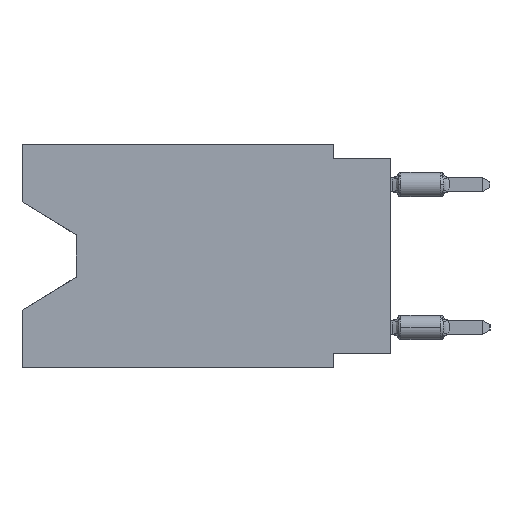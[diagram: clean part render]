
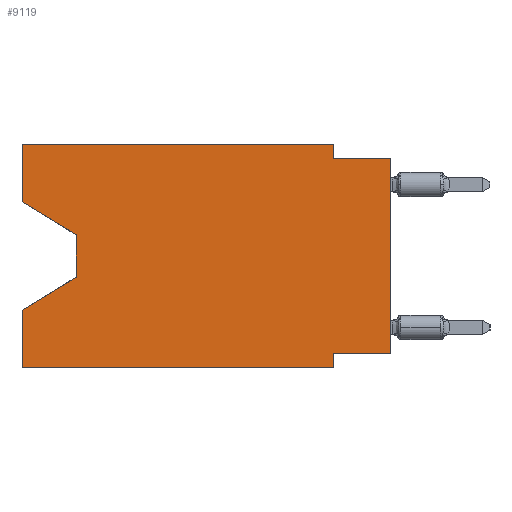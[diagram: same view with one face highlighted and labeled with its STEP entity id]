
A CAD part, left-side view. The second image highlights one B-rep face of the part: STEP entity #9119.
In plain terms, the highlighted planar face has unit normal (-1, 0, 0).
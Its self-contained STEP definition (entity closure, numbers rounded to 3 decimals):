
#16 = VECTOR ( 'NONE', #14170, 1000. ) ;
#300 = EDGE_CURVE ( 'NONE', #3954, #8075, #19164, .T. ) ;
#668 = DIRECTION ( 'NONE',  ( 0., 0., -1. ) ) ;
#908 = VECTOR ( 'NONE', #14257, 1000. ) ;
#1130 = LINE ( 'NONE', #4502, #12043 ) ;
#1152 = ORIENTED_EDGE ( 'NONE', *, *, #3897, .T. ) ;
#1158 = EDGE_CURVE ( 'NONE', #16969, #3126, #17906, .T. ) ;
#1635 = DIRECTION ( 'NONE',  ( 0., 0., 1. ) ) ;
#1928 = LINE ( 'NONE', #19846, #15755 ) ;
#1956 = CARTESIAN_POINT ( 'NONE',  ( 0., 16.383, -2.546 ) ) ;
#2077 = LINE ( 'NONE', #9182, #2279 ) ;
#2266 = ORIENTED_EDGE ( 'NONE', *, *, #3222, .T. ) ;
#2279 = VECTOR ( 'NONE', #3602, 1000. ) ;
#2580 = CARTESIAN_POINT ( 'NONE',  ( 0., 16.383, -9.906 ) ) ;
#2716 = ORIENTED_EDGE ( 'NONE', *, *, #8135, .F. ) ;
#3126 = VERTEX_POINT ( 'NONE', #16486 ) ;
#3222 = EDGE_CURVE ( 'NONE', #20240, #14438, #1130, .T. ) ;
#3282 = VERTEX_POINT ( 'NONE', #3337 ) ;
#3337 = CARTESIAN_POINT ( 'NONE',  ( 0., 16.383, 0. ) ) ;
#3471 = VERTEX_POINT ( 'NONE', #2580 ) ;
#3580 = DIRECTION ( 'NONE',  ( 0., 0., -1. ) ) ;
#3602 = DIRECTION ( 'NONE',  ( 0., 0., 1. ) ) ;
#3897 = EDGE_CURVE ( 'NONE', #14438, #12037, #14758, .T. ) ;
#3910 = VECTOR ( 'NONE', #3580, 1000. ) ;
#3911 = DIRECTION ( 'NONE',  ( 0., 0., -1. ) ) ;
#3954 = VERTEX_POINT ( 'NONE', #6168 ) ;
#4502 = CARTESIAN_POINT ( 'NONE',  ( 0., 13.97, -4.013 ) ) ;
#4937 = ORIENTED_EDGE ( 'NONE', *, *, #22034, .F. ) ;
#5638 = CARTESIAN_POINT ( 'NONE',  ( 0., 2.54, 0. ) ) ;
#5658 = PLANE ( 'NONE',  #21339 ) ;
#5779 = DIRECTION ( 'NONE',  ( 1., 0., 0. ) ) ;
#5849 = ORIENTED_EDGE ( 'NONE', *, *, #1158, .F. ) ;
#6168 = CARTESIAN_POINT ( 'NONE',  ( 0., 0., -9.271 ) ) ;
#6843 = DIRECTION ( 'NONE',  ( 0., -1., 0. ) ) ;
#6883 = LINE ( 'NONE', #22796, #11688 ) ;
#7414 = VERTEX_POINT ( 'NONE', #15232 ) ;
#7417 = VECTOR ( 'NONE', #21863, 1000. ) ;
#7505 = EDGE_CURVE ( 'NONE', #3471, #12561, #6883, .T. ) ;
#7878 = ORIENTED_EDGE ( 'NONE', *, *, #9146, .T. ) ;
#8007 = CARTESIAN_POINT ( 'NONE',  ( 0., 16.383, -7.36 ) ) ;
#8075 = VERTEX_POINT ( 'NONE', #19735 ) ;
#8135 = EDGE_CURVE ( 'NONE', #8075, #12561, #19857, .T. ) ;
#8406 = DIRECTION ( 'NONE',  ( 0., -1., 0. ) ) ;
#8620 = LINE ( 'NONE', #8743, #9436 ) ;
#8707 = EDGE_CURVE ( 'NONE', #9905, #3282, #8620, .T. ) ;
#8743 = CARTESIAN_POINT ( 'NONE',  ( 0., 16.383, 0. ) ) ;
#9119 = ADVANCED_FACE ( 'NONE', ( #9366 ), #5658, .F. ) ;
#9146 = EDGE_CURVE ( 'NONE', #3954, #7414, #1928, .T. ) ;
#9182 = CARTESIAN_POINT ( 'NONE',  ( 0., 16.383, 0. ) ) ;
#9355 = ORIENTED_EDGE ( 'NONE', *, *, #14679, .F. ) ;
#9366 = FACE_OUTER_BOUND ( 'NONE', #19906, .T. ) ;
#9436 = VECTOR ( 'NONE', #1635, 1000. ) ;
#9526 = VECTOR ( 'NONE', #6843, 1000. ) ;
#9861 = CARTESIAN_POINT ( 'NONE',  ( 0., 16.383, 0. ) ) ;
#9905 = VERTEX_POINT ( 'NONE', #20499 ) ;
#10999 = CARTESIAN_POINT ( 'NONE',  ( 0., 16.383, 0. ) ) ;
#11008 = CARTESIAN_POINT ( 'NONE',  ( 0., 2.54, -9.906 ) ) ;
#11053 = CARTESIAN_POINT ( 'NONE',  ( 0., 2.54, -9.906 ) ) ;
#11621 = ORIENTED_EDGE ( 'NONE', *, *, #13940, .F. ) ;
#11688 = VECTOR ( 'NONE', #18965, 1000. ) ;
#11812 = EDGE_CURVE ( 'NONE', #9905, #20240, #18356, .T. ) ;
#12037 = VERTEX_POINT ( 'NONE', #8007 ) ;
#12043 = VECTOR ( 'NONE', #668, 1000. ) ;
#12382 = VECTOR ( 'NONE', #8406, 1000. ) ;
#12398 = CARTESIAN_POINT ( 'NONE',  ( 0., 0., -9.271 ) ) ;
#12466 = ORIENTED_EDGE ( 'NONE', *, *, #11812, .T. ) ;
#12561 = VERTEX_POINT ( 'NONE', #11053 ) ;
#13798 = LINE ( 'NONE', #9861, #9526 ) ;
#13940 = EDGE_CURVE ( 'NONE', #3126, #7414, #14086, .T. ) ;
#14086 = LINE ( 'NONE', #15608, #12382 ) ;
#14170 = DIRECTION ( 'NONE',  ( 0., 0., -1. ) ) ;
#14257 = DIRECTION ( 'NONE',  ( 0., 1., 0. ) ) ;
#14283 = DIRECTION ( 'NONE',  ( 0., -0.855, -0.519 ) ) ;
#14438 = VERTEX_POINT ( 'NONE', #21495 ) ;
#14679 = EDGE_CURVE ( 'NONE', #3282, #16969, #13798, .T. ) ;
#14758 = LINE ( 'NONE', #16169, #7417 ) ;
#15232 = CARTESIAN_POINT ( 'NONE',  ( 0., 0., -0.635 ) ) ;
#15410 = VECTOR ( 'NONE', #14283, 1000. ) ;
#15608 = CARTESIAN_POINT ( 'NONE',  ( 0., 0., -0.635 ) ) ;
#15755 = VECTOR ( 'NONE', #21815, 1000. ) ;
#15810 = ORIENTED_EDGE ( 'NONE', *, *, #7505, .T. ) ;
#16169 = CARTESIAN_POINT ( 'NONE',  ( 0., 13.97, -5.893 ) ) ;
#16486 = CARTESIAN_POINT ( 'NONE',  ( 0., 2.54, -0.635 ) ) ;
#16969 = VERTEX_POINT ( 'NONE', #5638 ) ;
#17618 = ORIENTED_EDGE ( 'NONE', *, *, #300, .F. ) ;
#17906 = LINE ( 'NONE', #19758, #16 ) ;
#18356 = LINE ( 'NONE', #1956, #15410 ) ;
#18587 = ORIENTED_EDGE ( 'NONE', *, *, #8707, .F. ) ;
#18965 = DIRECTION ( 'NONE',  ( 0., -1., 0. ) ) ;
#19164 = LINE ( 'NONE', #12398, #908 ) ;
#19735 = CARTESIAN_POINT ( 'NONE',  ( 0., 2.54, -9.271 ) ) ;
#19758 = CARTESIAN_POINT ( 'NONE',  ( 0., 2.54, 0. ) ) ;
#19846 = CARTESIAN_POINT ( 'NONE',  ( 0., 0., 0. ) ) ;
#19857 = LINE ( 'NONE', #11008, #3910 ) ;
#19906 = EDGE_LOOP ( 'NONE', ( #12466, #2266, #1152, #4937, #15810, #2716, #17618, #7878, #11621, #5849, #9355, #18587 ) ) ;
#20240 = VERTEX_POINT ( 'NONE', #22033 ) ;
#20499 = CARTESIAN_POINT ( 'NONE',  ( 0., 16.383, -2.546 ) ) ;
#21339 = AXIS2_PLACEMENT_3D ( 'NONE', #10999, #5779, #3911 ) ;
#21495 = CARTESIAN_POINT ( 'NONE',  ( 0., 13.97, -5.893 ) ) ;
#21815 = DIRECTION ( 'NONE',  ( 0., 0., 1. ) ) ;
#21863 = DIRECTION ( 'NONE',  ( 0., 0.855, -0.519 ) ) ;
#22033 = CARTESIAN_POINT ( 'NONE',  ( 0., 13.97, -4.013 ) ) ;
#22034 = EDGE_CURVE ( 'NONE', #3471, #12037, #2077, .T. ) ;
#22796 = CARTESIAN_POINT ( 'NONE',  ( 0., 16.383, -9.906 ) ) ;
